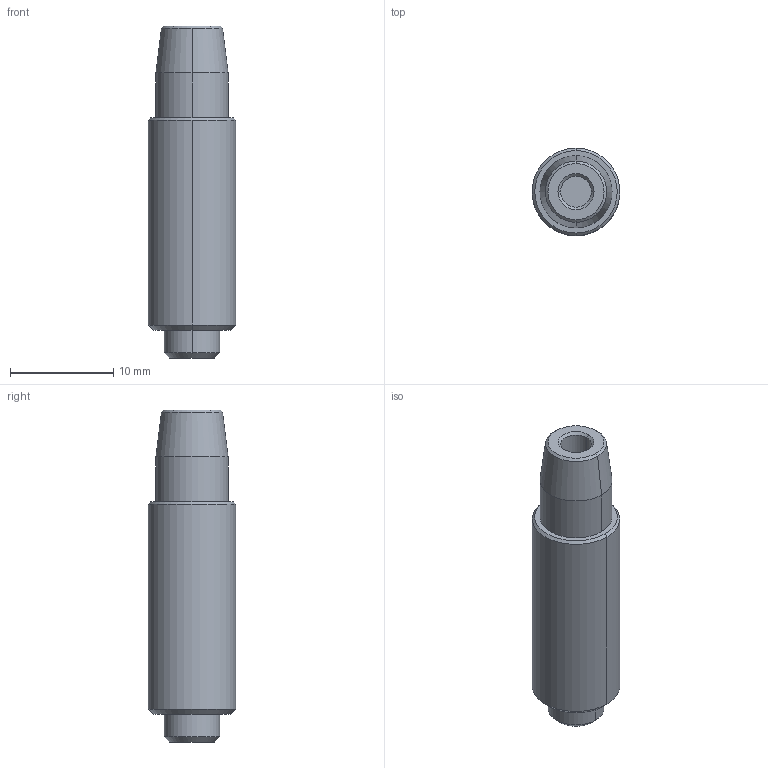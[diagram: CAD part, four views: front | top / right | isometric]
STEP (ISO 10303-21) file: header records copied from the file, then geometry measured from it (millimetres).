
FILE_DESCRIPTION(('FreeCAD Model'),'2;1');
FILE_NAME('Open CASCADE Shape Model','2024-12-02T14:30:55',(''),(''), 'Open CASCADE STEP processor 7.6','FreeCAD','Unknown');
FILE_SCHEMA(('AUTOMOTIVE_DESIGN { 1 0 10303 214 1 1 1 1 }'));
Length unit declared in the file: millimetre
Products named in the file (3): SM_REAR_PLUNG; SOLID001; SHELL
Assembly tree (2 placements, depth 2):
  SM_REAR_PLUNG
    SOLID001
    SHELL
Bounding box: 8.5 x 8.5 x 32.2 mm (x, y, z)
Volume: 1398.9 mm3; surface area: 1143.6 mm2
Topology: 1 solids, 2 shells, 32 faces, 66 edges, 39 vertices
Faces by surface type: bspline 32
Entity records: 1164 total; most frequent: CARTESIAN_POINT 494, ORIENTED_EDGE 124, DIRECTION 108, EDGE_CURVE 64, AXIS2_PLACEMENT_3D 41, VERTEX_POINT 39, CIRCLE 38, FACE_BOUND 37
